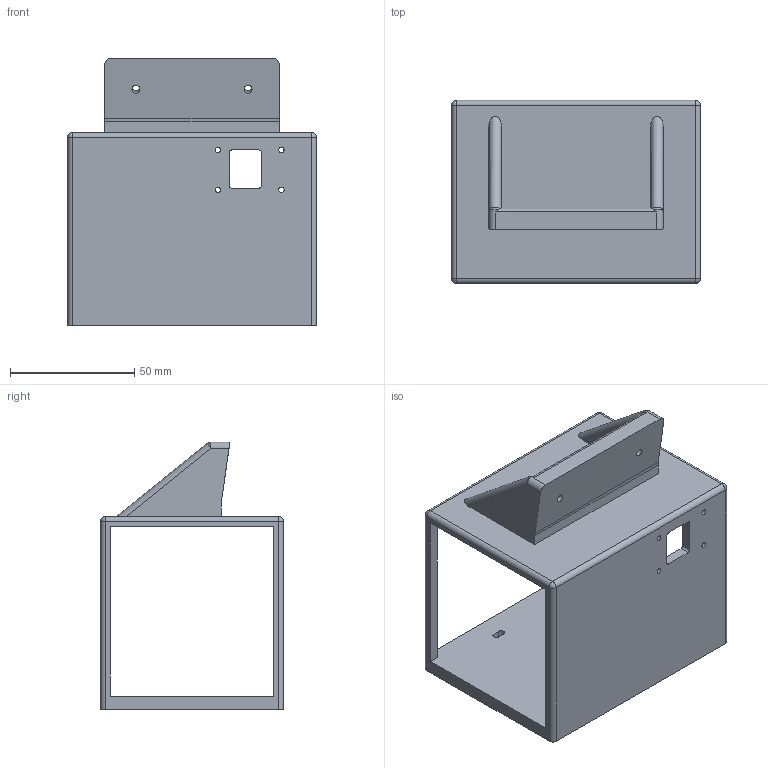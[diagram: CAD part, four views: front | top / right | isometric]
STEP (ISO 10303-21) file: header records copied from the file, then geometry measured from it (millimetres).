
FILE_DESCRIPTION(/* description */ ('STEP AP242','CAx-IF Rec.Pracs.---Representation and Presentation of Product Manufacturing Information (PMI)---4.0---2014-10-13','CAx-IF Rec.Pracs.---3D Tessellated Geometry---0.4---2014-09-14','2;1'),/* implementation_level */ '2;1');
FILE_NAME(/* name */ '66cbec295156c00e3e8a9f2f',/* time_stamp */ '2024-08-26T02:44:58Z',/* author */ (''),/* organization */ (''),/* preprocessor_version */ 'ST-DEVELOPER v20',/* originating_system */ ' ',/* authorisation */ ' ');
FILE_SCHEMA (('AP242_MANAGED_MODEL_BASED_3D_ENGINEERING_MIM_LF { 1 0 10303 442 1 1 4 }'));
Length unit declared in the file: metre
Products named in the file (1): Part 1
Bounding box: 100 x 73.5 x 107.45 mm (x, y, z)
Volume: 116023.6 mm3; surface area: 54475.9 mm2
Topology: 1 solids, 1 shells, 91 faces, 251 edges, 160 vertices
Faces by surface type: plane 45, cylinder 40, sphere 4, bspline 2
Full cylindrical faces by diameter (mm): 2.2 x4, 3.2 x2
Entity records: 2905 total; most frequent: CARTESIAN_POINT 541, DIRECTION 489, ORIENTED_EDGE 470, EDGE_CURVE 235, AXIS2_PLACEMENT_3D 170, VERTEX_POINT 156, LINE 149, VECTOR 149
